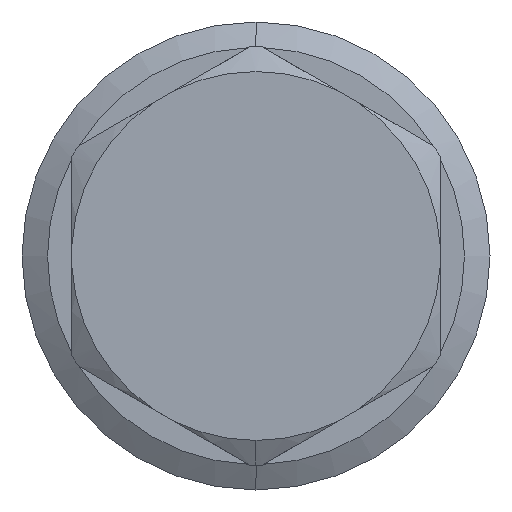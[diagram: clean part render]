
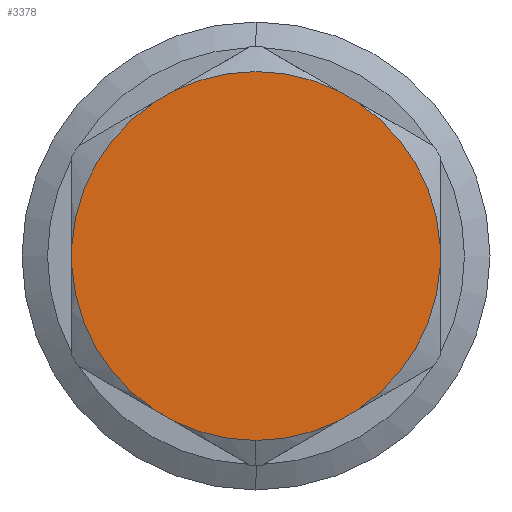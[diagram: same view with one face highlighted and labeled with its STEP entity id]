
A CAD part, left-side view. The second image highlights one B-rep face of the part: STEP entity #3378.
In plain terms, the highlighted planar face has unit normal (-1, 0, 0).
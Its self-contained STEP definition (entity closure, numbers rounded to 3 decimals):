
#53 = DIRECTION ( 'NONE',  ( 0., 0.866, 0.5 ) ) ;
#72 = CIRCLE ( 'NONE', #5239, 20.637 ) ;
#188 = CARTESIAN_POINT ( 'NONE',  ( 0., 0., 0. ) ) ;
#281 = AXIS2_PLACEMENT_3D ( 'NONE', #7641, #5007, #3108 ) ;
#500 = VERTEX_POINT ( 'NONE', #3681 ) ;
#514 = CARTESIAN_POINT ( 'NONE',  ( 0., 0., 0. ) ) ;
#521 = VECTOR ( 'NONE', #747, 1000. ) ;
#543 = DIRECTION ( 'NONE',  ( 0., 0., 1. ) ) ;
#567 = CARTESIAN_POINT ( 'NONE',  ( 0., 20.6, 11.893 ) ) ;
#595 = DIRECTION ( 'NONE',  ( -1., 0., 0. ) ) ;
#640 = CARTESIAN_POINT ( 'NONE',  ( 0., -20.6, 1.244 ) ) ;
#655 = CARTESIAN_POINT ( 'NONE',  ( 0., 0., 0. ) ) ;
#668 = EDGE_CURVE ( 'NONE', #1892, #7318, #7263, .T. ) ;
#747 = DIRECTION ( 'NONE',  ( 0., 0., 1. ) ) ;
#918 = EDGE_CURVE ( 'NONE', #1892, #3625, #7673, .T. ) ;
#981 = CARTESIAN_POINT ( 'NONE',  ( 0., -11.377, -17.218 ) ) ;
#1079 = DIRECTION ( 'NONE',  ( 0., 0., -1. ) ) ;
#1102 = ORIENTED_EDGE ( 'NONE', *, *, #6185, .F. ) ;
#1144 = AXIS2_PLACEMENT_3D ( 'NONE', #6984, #1891, #4487 ) ;
#1160 = CARTESIAN_POINT ( 'NONE',  ( 0., 11.377, 17.218 ) ) ;
#1304 = DIRECTION ( 'NONE',  ( 0., 0., 1. ) ) ;
#1391 = ORIENTED_EDGE ( 'NONE', *, *, #3391, .F. ) ;
#1517 = CIRCLE ( 'NONE', #3310, 20.637 ) ;
#1538 = DIRECTION ( 'NONE',  ( -1., 0., 0. ) ) ;
#1650 = CIRCLE ( 'NONE', #7675, 20.637 ) ;
#1737 = VECTOR ( 'NONE', #53, 1000. ) ;
#1836 = LINE ( 'NONE', #7829, #1737 ) ;
#1847 = CARTESIAN_POINT ( 'NONE',  ( 0., -20.6, -1.244 ) ) ;
#1891 = DIRECTION ( 'NONE',  ( -1., 0., 0. ) ) ;
#1892 = VERTEX_POINT ( 'NONE', #640 ) ;
#1976 = CARTESIAN_POINT ( 'NONE',  ( 0., 0., 0. ) ) ;
#1978 = ORIENTED_EDGE ( 'NONE', *, *, #5744, .F. ) ;
#2371 = VERTEX_POINT ( 'NONE', #3536 ) ;
#2375 = DIRECTION ( 'NONE',  ( 0., -0.866, -0.5 ) ) ;
#2387 = CIRCLE ( 'NONE', #6830, 20.637 ) ;
#2592 = CARTESIAN_POINT ( 'NONE',  ( 0., -20.6, 35.68 ) ) ;
#2638 = CARTESIAN_POINT ( 'NONE',  ( 0., 20.6, -11.893 ) ) ;
#2681 = EDGE_CURVE ( 'NONE', #500, #4417, #1650, .T. ) ;
#2869 = DIRECTION ( 'NONE',  ( 0., 0., 1. ) ) ;
#3108 = DIRECTION ( 'NONE',  ( 0., 0., 1. ) ) ;
#3247 = DIRECTION ( 'NONE',  ( 1., 0., 0. ) ) ;
#3276 = EDGE_CURVE ( 'NONE', #6999, #6877, #5086, .T. ) ;
#3310 = AXIS2_PLACEMENT_3D ( 'NONE', #514, #4410, #543 ) ;
#3378 = ADVANCED_FACE ( 'NONE', ( #4569 ), #4565, .F. ) ;
#3391 = EDGE_CURVE ( 'NONE', #6999, #2371, #1836, .T. ) ;
#3536 = CARTESIAN_POINT ( 'NONE',  ( 0., 11.377, -17.218 ) ) ;
#3542 = EDGE_LOOP ( 'NONE', ( #3956, #1391, #7072, #4558, #1102, #8356, #3713, #7523, #5774, #4846, #1978, #4234, #3940 ) ) ;
#3625 = VERTEX_POINT ( 'NONE', #1847 ) ;
#3632 = CARTESIAN_POINT ( 'NONE',  ( 0., 0., -20.637 ) ) ;
#3681 = CARTESIAN_POINT ( 'NONE',  ( 0., -9.223, 18.462 ) ) ;
#3713 = ORIENTED_EDGE ( 'NONE', *, *, #918, .F. ) ;
#3940 = ORIENTED_EDGE ( 'NONE', *, *, #7664, .F. ) ;
#3956 = ORIENTED_EDGE ( 'NONE', *, *, #6416, .T. ) ;
#4051 = VECTOR ( 'NONE', #2375, 1000. ) ;
#4219 = CARTESIAN_POINT ( 'NONE',  ( 0., 0., 0. ) ) ;
#4234 = ORIENTED_EDGE ( 'NONE', *, *, #6574, .T. ) ;
#4241 = VECTOR ( 'NONE', #5900, 1000. ) ;
#4410 = DIRECTION ( 'NONE',  ( -1., 0., 0. ) ) ;
#4417 = VERTEX_POINT ( 'NONE', #6499 ) ;
#4487 = DIRECTION ( 'NONE',  ( 0., 0., 1. ) ) ;
#4497 = DIRECTION ( 'NONE',  ( 0., -0.866, 0.5 ) ) ;
#4558 = ORIENTED_EDGE ( 'NONE', *, *, #5809, .T. ) ;
#4565 = PLANE ( 'NONE',  #8081 ) ;
#4567 = EDGE_CURVE ( 'NONE', #8422, #3625, #5980, .T. ) ;
#4569 = FACE_OUTER_BOUND ( 'NONE', #3542, .T. ) ;
#4585 = DIRECTION ( 'NONE',  ( -1., 0., 0. ) ) ;
#4595 = DIRECTION ( 'NONE',  ( 0., 0., -1. ) ) ;
#4764 = LINE ( 'NONE', #6925, #4051 ) ;
#4794 = EDGE_CURVE ( 'NONE', #500, #7318, #4764, .T. ) ;
#4846 = ORIENTED_EDGE ( 'NONE', *, *, #2681, .T. ) ;
#5007 = DIRECTION ( 'NONE',  ( -1., 0., 0. ) ) ;
#5086 = CIRCLE ( 'NONE', #1144, 20.637 ) ;
#5239 = AXIS2_PLACEMENT_3D ( 'NONE', #4219, #8301, #2869 ) ;
#5285 = CARTESIAN_POINT ( 'NONE',  ( 0., -20.6, -11.893 ) ) ;
#5391 = AXIS2_PLACEMENT_3D ( 'NONE', #188, #1538, #5416 ) ;
#5416 = DIRECTION ( 'NONE',  ( 0., 0., 1. ) ) ;
#5473 = VECTOR ( 'NONE', #4497, 1000. ) ;
#5673 = LINE ( 'NONE', #567, #5473 ) ;
#5735 = CARTESIAN_POINT ( 'NONE',  ( 0., 20.6, -1.244 ) ) ;
#5744 = EDGE_CURVE ( 'NONE', #7389, #4417, #5673, .T. ) ;
#5774 = ORIENTED_EDGE ( 'NONE', *, *, #4794, .F. ) ;
#5809 = EDGE_CURVE ( 'NONE', #6877, #7805, #1517, .T. ) ;
#5897 = LINE ( 'NONE', #2638, #521 ) ;
#5900 = DIRECTION ( 'NONE',  ( 0., 0.866, -0.5 ) ) ;
#5980 = CIRCLE ( 'NONE', #5391, 20.637 ) ;
#6126 = CARTESIAN_POINT ( 'NONE',  ( 0., -11.377, 17.218 ) ) ;
#6185 = EDGE_CURVE ( 'NONE', #8422, #7805, #7707, .T. ) ;
#6236 = CARTESIAN_POINT ( 'NONE',  ( 0., -20.6, 11.893 ) ) ;
#6416 = EDGE_CURVE ( 'NONE', #8137, #2371, #72, .T. ) ;
#6499 = CARTESIAN_POINT ( 'NONE',  ( 0., 9.223, 18.462 ) ) ;
#6548 = VECTOR ( 'NONE', #1079, 1000. ) ;
#6574 = EDGE_CURVE ( 'NONE', #7389, #8415, #2387, .T. ) ;
#6830 = AXIS2_PLACEMENT_3D ( 'NONE', #655, #595, #1304 ) ;
#6877 = VERTEX_POINT ( 'NONE', #3632 ) ;
#6925 = CARTESIAN_POINT ( 'NONE',  ( 0., 0., 23.787 ) ) ;
#6984 = CARTESIAN_POINT ( 'NONE',  ( 0., 0., 0. ) ) ;
#6995 = CARTESIAN_POINT ( 'NONE',  ( 0., 9.223, -18.462 ) ) ;
#6999 = VERTEX_POINT ( 'NONE', #6995 ) ;
#7072 = ORIENTED_EDGE ( 'NONE', *, *, #3276, .T. ) ;
#7182 = DIRECTION ( 'NONE',  ( 0., 0., 1. ) ) ;
#7263 = CIRCLE ( 'NONE', #281, 20.637 ) ;
#7318 = VERTEX_POINT ( 'NONE', #6126 ) ;
#7389 = VERTEX_POINT ( 'NONE', #1160 ) ;
#7523 = ORIENTED_EDGE ( 'NONE', *, *, #668, .T. ) ;
#7530 = CARTESIAN_POINT ( 'NONE',  ( 0., -9.223, -18.462 ) ) ;
#7569 = CARTESIAN_POINT ( 'NONE',  ( 0., 20.6, 1.244 ) ) ;
#7641 = CARTESIAN_POINT ( 'NONE',  ( 0., 0., 0. ) ) ;
#7664 = EDGE_CURVE ( 'NONE', #8137, #8415, #5897, .T. ) ;
#7673 = LINE ( 'NONE', #6236, #6548 ) ;
#7675 = AXIS2_PLACEMENT_3D ( 'NONE', #1976, #4585, #7182 ) ;
#7707 = LINE ( 'NONE', #5285, #4241 ) ;
#7805 = VERTEX_POINT ( 'NONE', #7530 ) ;
#7829 = CARTESIAN_POINT ( 'NONE',  ( 0., 0., -23.787 ) ) ;
#8081 = AXIS2_PLACEMENT_3D ( 'NONE', #2592, #3247, #4595 ) ;
#8137 = VERTEX_POINT ( 'NONE', #5735 ) ;
#8301 = DIRECTION ( 'NONE',  ( -1., 0., 0. ) ) ;
#8356 = ORIENTED_EDGE ( 'NONE', *, *, #4567, .T. ) ;
#8415 = VERTEX_POINT ( 'NONE', #7569 ) ;
#8422 = VERTEX_POINT ( 'NONE', #981 ) ;
